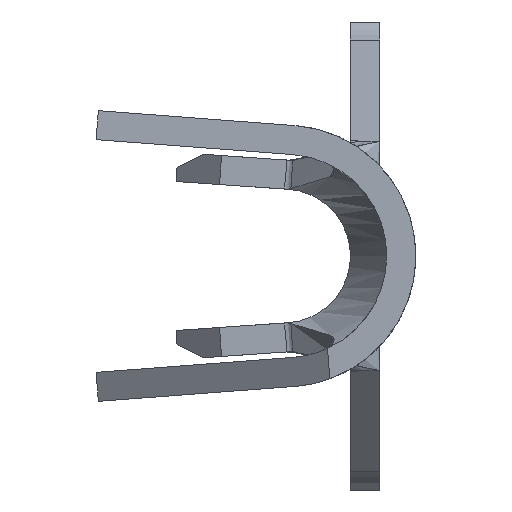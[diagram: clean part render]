
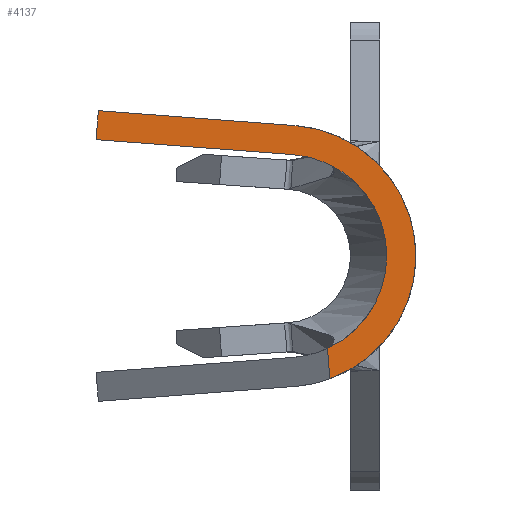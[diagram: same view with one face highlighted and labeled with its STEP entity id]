
A CAD part, left-side view. The second image highlights one B-rep face of the part: STEP entity #4137.
In plain terms, the highlighted planar face has unit normal (-1, 0, 0).
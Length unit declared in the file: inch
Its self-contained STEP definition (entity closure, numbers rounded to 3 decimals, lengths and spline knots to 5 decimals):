
#3 = VECTOR ( 'NONE', #2818, 39.37008 ) ;
#66 = CARTESIAN_POINT ( 'NONE',  ( -0.53, 0.05971, 0.0698 ) ) ;
#89 = VECTOR ( 'NONE', #520, 39.37008 ) ;
#271 = DIRECTION ( 'NONE',  ( 0., 0., -1. ) ) ;
#429 = ORIENTED_EDGE ( 'NONE', *, *, #2735, .F. ) ;
#456 = CARTESIAN_POINT ( 'NONE',  ( -0.53, 0.195, 0.08006 ) ) ;
#520 = DIRECTION ( 'NONE',  ( 0., -0.076, -0.997 ) ) ;
#1003 = CARTESIAN_POINT ( 'NONE',  ( -0.53, 0.065, 0. ) ) ;
#1145 = VECTOR ( 'NONE', #3924, 39.37008 ) ;
#1466 = EDGE_CURVE ( 'NONE', #4713, #5223, #5566, .T. ) ;
#1583 = DIRECTION ( 'NONE',  ( 1., 0., 0. ) ) ;
#1614 = DIRECTION ( 'NONE',  ( 1., 0., 0. ) ) ;
#1859 = CIRCLE ( 'NONE', #2984, 0.07 ) ;
#2223 = EDGE_CURVE ( 'NONE', #5223, #5033, #4070, .T. ) ;
#2474 = ORIENTED_EDGE ( 'NONE', *, *, #6113, .F. ) ;
#2487 = ORIENTED_EDGE ( 'NONE', *, *, #2223, .F. ) ;
#2735 = EDGE_CURVE ( 'NONE', #4647, #4713, #3302, .T. ) ;
#2818 = DIRECTION ( 'NONE',  ( 0., -0.997, -0.076 ) ) ;
#2962 = CARTESIAN_POINT ( 'NONE',  ( -0.53, 0.03579, -0.06361 ) ) ;
#2984 = AXIS2_PLACEMENT_3D ( 'NONE', #6491, #3581, #271 ) ;
#3043 = EDGE_LOOP ( 'NONE', ( #2474, #5386, #2487, #3198, #429, #5165 ) ) ;
#3101 = EDGE_CURVE ( 'NONE', #4657, #5033, #4473, .T. ) ;
#3198 = ORIENTED_EDGE ( 'NONE', *, *, #1466, .F. ) ;
#3225 = DIRECTION ( 'NONE',  ( 0., -0.076, 0.997 ) ) ;
#3302 = LINE ( 'NONE', #456, #5828 ) ;
#3314 = CARTESIAN_POINT ( 'NONE',  ( -0.53, 0.04075, 0.00184 ) ) ;
#3581 = DIRECTION ( 'NONE',  ( -1., 0., 0. ) ) ;
#3924 = DIRECTION ( 'NONE',  ( 0., 0.997, 0.076 ) ) ;
#4070 = CIRCLE ( 'NONE', #6040, 0.09 ) ;
#4086 = CARTESIAN_POINT ( 'NONE',  ( -0.53, 0.19349, 0.1 ) ) ;
#4137 = ADVANCED_FACE ( 'NONE', ( #4206 ), #5301, .F. ) ;
#4206 = FACE_OUTER_BOUND ( 'NONE', #3043, .T. ) ;
#4473 = LINE ( 'NONE', #3314, #89 ) ;
#4481 = CARTESIAN_POINT ( 'NONE',  ( -0.53, 0.05971, 0.0698 ) ) ;
#4483 = CARTESIAN_POINT ( 'NONE',  ( -0.53, 0.0582, 0.08974 ) ) ;
#4558 = CARTESIAN_POINT ( 'NONE',  ( -0.53, 0.195, 0.08006 ) ) ;
#4560 = VERTEX_POINT ( 'NONE', #4481 ) ;
#4647 = VERTEX_POINT ( 'NONE', #4558 ) ;
#4657 = VERTEX_POINT ( 'NONE', #2962 ) ;
#4713 = VERTEX_POINT ( 'NONE', #4086 ) ;
#4870 = CARTESIAN_POINT ( 'NONE',  ( -0.53, 0.065, 0. ) ) ;
#5033 = VERTEX_POINT ( 'NONE', #5228 ) ;
#5165 = ORIENTED_EDGE ( 'NONE', *, *, #6703, .F. ) ;
#5193 = AXIS2_PLACEMENT_3D ( 'NONE', #1003, #1583, #5339 ) ;
#5223 = VERTEX_POINT ( 'NONE', #4483 ) ;
#5228 = CARTESIAN_POINT ( 'NONE',  ( -0.53, 0.0342, -0.08457 ) ) ;
#5293 = LINE ( 'NONE', #66, #1145 ) ;
#5301 = PLANE ( 'NONE',  #5193 ) ;
#5339 = DIRECTION ( 'NONE',  ( 0., 0., -1. ) ) ;
#5360 = DIRECTION ( 'NONE',  ( 0., 0., -1. ) ) ;
#5386 = ORIENTED_EDGE ( 'NONE', *, *, #3101, .T. ) ;
#5566 = LINE ( 'NONE', #6306, #3 ) ;
#5828 = VECTOR ( 'NONE', #3225, 39.37008 ) ;
#6040 = AXIS2_PLACEMENT_3D ( 'NONE', #4870, #1614, #5360 ) ;
#6113 = EDGE_CURVE ( 'NONE', #4657, #4560, #1859, .T. ) ;
#6306 = CARTESIAN_POINT ( 'NONE',  ( -0.53, 0.0582, 0.08974 ) ) ;
#6491 = CARTESIAN_POINT ( 'NONE',  ( -0.53, 0.065, 0. ) ) ;
#6703 = EDGE_CURVE ( 'NONE', #4560, #4647, #5293, .T. ) ;
